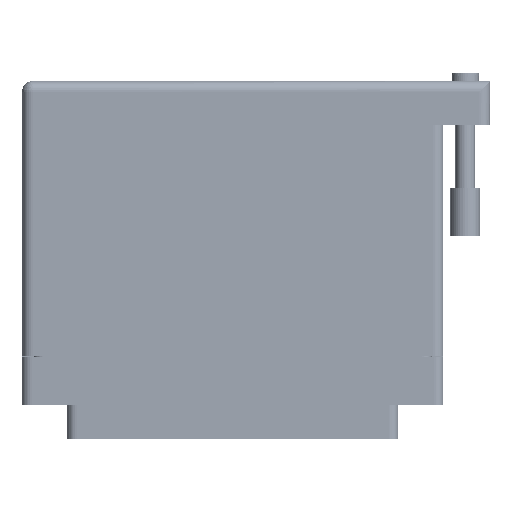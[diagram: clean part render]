
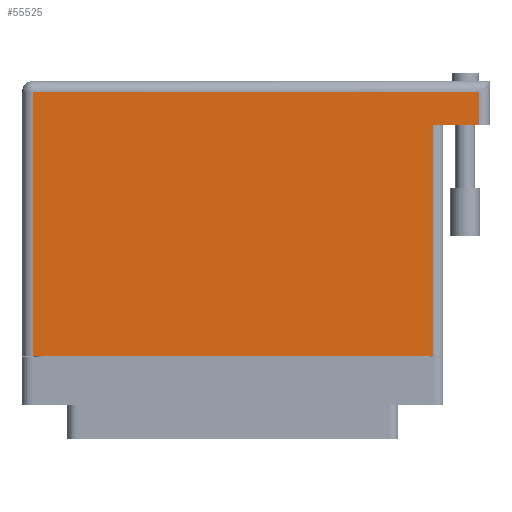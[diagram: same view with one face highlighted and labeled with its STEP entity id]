
A CAD part, front view. The second image highlights one B-rep face of the part: STEP entity #55525.
In plain terms, the highlighted face is planar.
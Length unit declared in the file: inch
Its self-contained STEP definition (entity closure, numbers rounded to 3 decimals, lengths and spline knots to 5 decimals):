
#240 = VERTEX_POINT ( 'NONE', #30423 ) ;
#1496 = CARTESIAN_POINT ( 'NONE',  ( 1.289, 1.395, 0.617 ) ) ;
#4446 = VERTEX_POINT ( 'NONE', #56872 ) ;
#7140 = VECTOR ( 'NONE', #66331, 39.37008 ) ;
#8016 = LINE ( 'NONE', #64969, #9774 ) ;
#8623 = LINE ( 'NONE', #69951, #23716 ) ;
#9774 = VECTOR ( 'NONE', #20253, 39.37008 ) ;
#11128 = ORIENTED_EDGE ( 'NONE', *, *, #67303, .F. ) ;
#15915 = DIRECTION ( 'NONE',  ( 0., -1., 0. ) ) ;
#18812 = DIRECTION ( 'NONE',  ( 0., 1., 0. ) ) ;
#19009 = ORIENTED_EDGE ( 'NONE', *, *, #29034, .T. ) ;
#20253 = DIRECTION ( 'NONE',  ( -1., 0., 0. ) ) ;
#22111 = DIRECTION ( 'NONE',  ( -1., 0., 0. ) ) ;
#22136 = CARTESIAN_POINT ( 'NONE',  ( -1.289, -0.1, 0.617 ) ) ;
#23716 = VECTOR ( 'NONE', #18812, 39.37008 ) ;
#23832 = VERTEX_POINT ( 'NONE', #22136 ) ;
#25718 = CARTESIAN_POINT ( 'NONE',  ( 1.589, 1.395, 0.617 ) ) ;
#27582 = CARTESIAN_POINT ( 'NONE',  ( -1.359, 1.675, 0.617 ) ) ;
#27638 = ORIENTED_EDGE ( 'NONE', *, *, #62821, .T. ) ;
#29034 = EDGE_CURVE ( 'NONE', #34684, #45203, #31180, .T. ) ;
#30423 = CARTESIAN_POINT ( 'NONE',  ( 1.589, 1.605, 0.617 ) ) ;
#30425 = CARTESIAN_POINT ( 'NONE',  ( 1.289, 1.395, 0.617 ) ) ;
#31180 = LINE ( 'NONE', #30425, #7140 ) ;
#33125 = VERTEX_POINT ( 'NONE', #25718 ) ;
#33334 = FACE_OUTER_BOUND ( 'NONE', #46335, .T. ) ;
#33736 = EDGE_CURVE ( 'NONE', #4446, #23832, #52737, .T. ) ;
#34684 = VERTEX_POINT ( 'NONE', #52559 ) ;
#39757 = VECTOR ( 'NONE', #60909, 39.37008 ) ;
#42711 = DIRECTION ( 'NONE',  ( 1., 0., 0. ) ) ;
#44724 = DIRECTION ( 'NONE',  ( 0., 0., -1. ) ) ;
#44936 = EDGE_CURVE ( 'NONE', #240, #4446, #8016, .T. ) ;
#45203 = VERTEX_POINT ( 'NONE', #1496 ) ;
#46335 = EDGE_LOOP ( 'NONE', ( #27638, #19009, #11128, #71694, #68991, #66705 ) ) ;
#52559 = CARTESIAN_POINT ( 'NONE',  ( 1.289, -0.1, 0.617 ) ) ;
#52737 = LINE ( 'NONE', #56106, #57091 ) ;
#54365 = CARTESIAN_POINT ( 'NONE',  ( -1.359, -0.1, 0.617 ) ) ;
#55525 = ADVANCED_FACE ( 'NONE', ( #33334 ), #61553, .F. ) ;
#56106 = CARTESIAN_POINT ( 'NONE',  ( -1.289, -0.1, 0.617 ) ) ;
#56872 = CARTESIAN_POINT ( 'NONE',  ( -1.289, 1.605, 0.617 ) ) ;
#57091 = VECTOR ( 'NONE', #15915, 39.37008 ) ;
#59916 = CARTESIAN_POINT ( 'NONE',  ( 1.659, 1.395, 0.617 ) ) ;
#60909 = DIRECTION ( 'NONE',  ( -1., 0., 0. ) ) ;
#61553 = PLANE ( 'NONE',  #73070 ) ;
#62821 = EDGE_CURVE ( 'NONE', #23832, #34684, #63437, .T. ) ;
#63437 = LINE ( 'NONE', #54365, #68831 ) ;
#63725 = LINE ( 'NONE', #59916, #39757 ) ;
#64969 = CARTESIAN_POINT ( 'NONE',  ( -1.359, 1.605, 0.617 ) ) ;
#66331 = DIRECTION ( 'NONE',  ( 0., 1., 0. ) ) ;
#66705 = ORIENTED_EDGE ( 'NONE', *, *, #33736, .T. ) ;
#67303 = EDGE_CURVE ( 'NONE', #33125, #45203, #63725, .T. ) ;
#67733 = EDGE_CURVE ( 'NONE', #33125, #240, #8623, .T. ) ;
#68831 = VECTOR ( 'NONE', #42711, 39.37008 ) ;
#68991 = ORIENTED_EDGE ( 'NONE', *, *, #44936, .T. ) ;
#69951 = CARTESIAN_POINT ( 'NONE',  ( 1.589, 1.675, 0.617 ) ) ;
#71694 = ORIENTED_EDGE ( 'NONE', *, *, #67733, .T. ) ;
#73070 = AXIS2_PLACEMENT_3D ( 'NONE', #27582, #44724, #22111 ) ;
